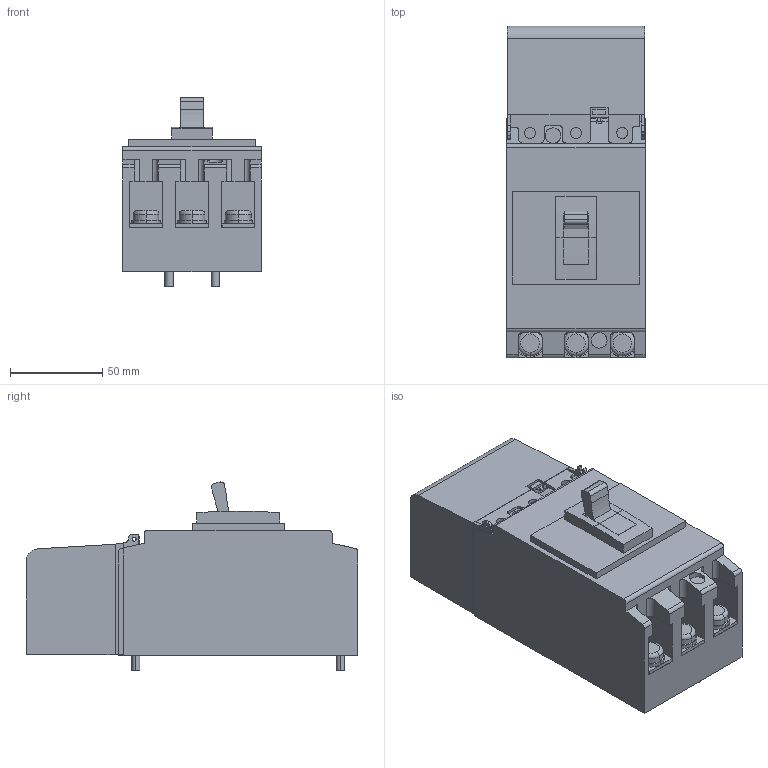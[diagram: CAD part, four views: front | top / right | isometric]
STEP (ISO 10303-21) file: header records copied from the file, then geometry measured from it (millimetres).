
FILE_DESCRIPTION(('CoCreate Modeling STEP Export'),'2;1');
FILE_NAME('Ｓ１２５ＳＤ３Ｆ.stp','2016-03-31T13:54:42',(''),(''),'CoCreate Modeling STEP processor for AP214 (Solid Model)','CoCreate Modeling 17.0 01-Apr-2010 (C) Parametric Technology GmbH','');
FILE_SCHEMA(('AUTOMOTIVE_DESIGN { 1 0 10303 214 1 1 1 1 }'));
Length unit declared in the file: millimetre
Products named in the file (6): P3.4; P1; P5; P2; P4; Ｓ１２５ＳＤ３Ｆ
Assembly tree (16 placements, depth 2):
  Ｓ１２５ＳＤ３Ｆ
    P4  x6
    P3.4  x6
    P2
    P5  x2
    P1
Bounding box: 75 x 180 x 102.01 mm (x, y, z)
Volume: 720552.9 mm3; surface area: 105884.3 mm2
Topology: 16 solids, 16 shells, 401 faces, 1019 edges, 676 vertices
Faces by surface type: plane 245, cylinder 144, torus 12
Entity records: 9320 total; most frequent: CARTESIAN_POINT 1712, ORIENTED_EDGE 1614, DIRECTION 1425, EDGE_CURVE 807, VECTOR 579, LINE 579, VERTEX_POINT 538, AXIS2_PLACEMENT_3D 423
